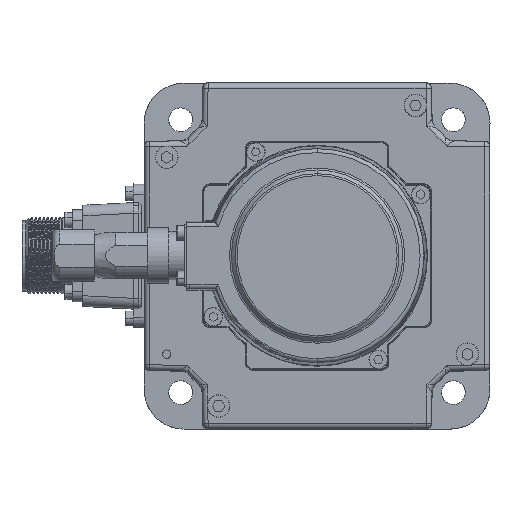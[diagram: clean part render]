
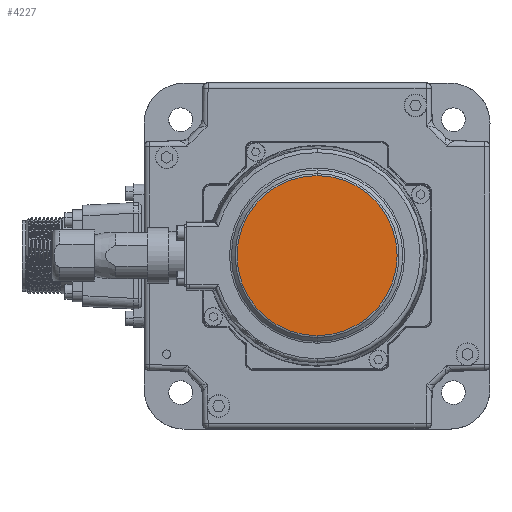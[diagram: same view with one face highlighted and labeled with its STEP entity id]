
A CAD part, top view. The second image highlights one B-rep face of the part: STEP entity #4227.
In plain terms, the highlighted planar face has unit normal (0, 0, 1).
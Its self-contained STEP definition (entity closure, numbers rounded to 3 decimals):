
#4107 = CIRCLE ( 'NONE', #19092, 30.086 ) ;
#4227 = ADVANCED_FACE ( 'NONE', ( #24166 ), #10510, .T. ) ;
#7189 = EDGE_CURVE ( 'NONE', #31458, #24645, #4107, .T. ) ;
#7316 = CARTESIAN_POINT ( 'NONE',  ( -15.224, -23.802, 44.912 ) ) ;
#8745 = CARTESIAN_POINT ( 'NONE',  ( -15.224, 6.284, 44.912 ) ) ;
#10510 = PLANE ( 'NONE',  #13893 ) ;
#11086 = CIRCLE ( 'NONE', #18616, 30.086 ) ;
#13864 = CARTESIAN_POINT ( 'NONE',  ( -15.224, 6.284, 44.912 ) ) ;
#13893 = AXIS2_PLACEMENT_3D ( 'NONE', #25936, #15860, #18049 ) ;
#14054 = EDGE_CURVE ( 'NONE', #24645, #31458, #11086, .T. ) ;
#14370 = EDGE_LOOP ( 'NONE', ( #17071, #27699 ) ) ;
#15860 = DIRECTION ( 'NONE',  ( 0., 0., 1. ) ) ;
#17071 = ORIENTED_EDGE ( 'NONE', *, *, #14054, .T. ) ;
#18049 = DIRECTION ( 'NONE',  ( 0., 1., 0. ) ) ;
#18616 = AXIS2_PLACEMENT_3D ( 'NONE', #8745, #24077, #31624 ) ;
#19092 = AXIS2_PLACEMENT_3D ( 'NONE', #13864, #29286, #26705 ) ;
#24077 = DIRECTION ( 'NONE',  ( 0., 0., 1. ) ) ;
#24166 = FACE_OUTER_BOUND ( 'NONE', #14370, .T. ) ;
#24645 = VERTEX_POINT ( 'NONE', #29349 ) ;
#25936 = CARTESIAN_POINT ( 'NONE',  ( -15.224, 6.284, 44.912 ) ) ;
#26705 = DIRECTION ( 'NONE',  ( 0., 1., 0. ) ) ;
#27699 = ORIENTED_EDGE ( 'NONE', *, *, #7189, .T. ) ;
#29286 = DIRECTION ( 'NONE',  ( 0., 0., 1. ) ) ;
#29349 = CARTESIAN_POINT ( 'NONE',  ( -15.224, 36.37, 44.912 ) ) ;
#31458 = VERTEX_POINT ( 'NONE', #7316 ) ;
#31624 = DIRECTION ( 'NONE',  ( 0., 1., 0. ) ) ;
